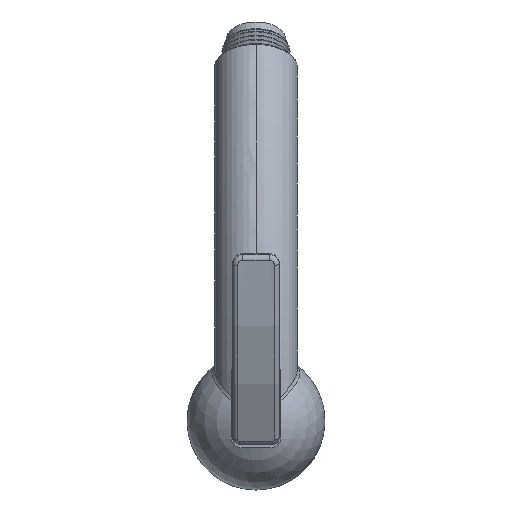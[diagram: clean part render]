
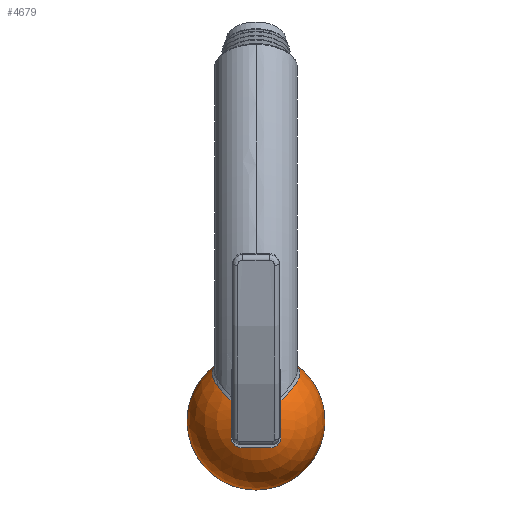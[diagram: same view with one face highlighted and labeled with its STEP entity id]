
A CAD part, left-side view. The second image highlights one B-rep face of the part: STEP entity #4679.
In plain terms, the highlighted spherical face has radius 20.75 mm.
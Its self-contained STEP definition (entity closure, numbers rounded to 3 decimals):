
#13=CARTESIAN_POINT('',(20.75,0.,0.));
#14=DIRECTION('',(-1.,0.,0.));
#15=DIRECTION('',(0.,0.55,0.835));
#16=AXIS2_PLACEMENT_3D('',#13,#14,#15);
#37=CARTESIAN_POINT('',(20.75,-11.421,17.324));
#58=CARTESIAN_POINT('',(20.75,0.,0.));
#59=DIRECTION('',(-1.,0.,0.));
#60=DIRECTION('',(0.,0.,-1.));
#61=AXIS2_PLACEMENT_3D('',#58,#59,#60);
#1221=CARTESIAN_POINT('',(20.75,-7.5,0.));
#1222=DIRECTION('',(0.,-1.,0.));
#1223=DIRECTION('',(-0.947,0.,0.322));
#1224=AXIS2_PLACEMENT_3D('',#1221,#1222,#1223);
#1226=CARTESIAN_POINT('',(2.433,-7.5,6.228));
#1227=CARTESIAN_POINT('',(2.799,-8.01,6.691));
#1228=CARTESIAN_POINT('',(3.604,-8.978,7.6));
#1229=CARTESIAN_POINT('',(5.004,-10.247,8.907));
#1230=CARTESIAN_POINT('',(6.558,-11.309,10.146));
#1231=CARTESIAN_POINT('',(8.24,-12.151,11.314));
#1232=CARTESIAN_POINT('',(10.007,-12.759,12.405));
#1233=CARTESIAN_POINT('',(11.831,-13.131,13.419));
#1234=CARTESIAN_POINT('',(13.662,-13.262,14.345));
#1235=CARTESIAN_POINT('',(15.475,-13.167,15.191));
#1236=CARTESIAN_POINT('',(17.375,-12.818,16.011));
#1237=CARTESIAN_POINT('',(19.197,-12.212,16.742));
#1238=CARTESIAN_POINT('',(20.254,-11.699,17.141));
#1239=CARTESIAN_POINT('',(20.75,-11.421,17.324));
#1241=CARTESIAN_POINT('',(20.75,11.421,17.324));
#1242=CARTESIAN_POINT('',(20.204,11.727,17.123));
#1243=CARTESIAN_POINT('',(19.078,12.259,16.696));
#1244=CARTESIAN_POINT('',(17.345,12.82,15.997));
#1245=CARTESIAN_POINT('',(15.516,13.163,15.209));
#1246=CARTESIAN_POINT('',(13.642,13.265,14.336));
#1247=CARTESIAN_POINT('',(11.757,13.122,13.38));
#1248=CARTESIAN_POINT('',(9.9,12.731,12.343));
#1249=CARTESIAN_POINT('',(8.109,12.096,11.229));
#1250=CARTESIAN_POINT('',(6.418,11.226,10.042));
#1251=CARTESIAN_POINT('',(4.866,10.137,8.788));
#1252=CARTESIAN_POINT('',(3.514,8.877,7.504));
#1253=CARTESIAN_POINT('',(2.769,7.968,6.653));
#1254=CARTESIAN_POINT('',(2.433,7.5,6.228));
#1256=CARTESIAN_POINT('',(20.75,7.5,0.));
#1257=DIRECTION('',(0.,1.,0.));
#1258=DIRECTION('',(-0.966,0.,-0.258));
#1259=AXIS2_PLACEMENT_3D('',#1256,#1257,#1258);
#1261=CARTESIAN_POINT('',(20.75,0.,-8.));
#1262=DIRECTION('',(0.,0.,-1.));
#1263=DIRECTION('',(-0.972,-0.235,0.));
#1264=AXIS2_PLACEMENT_3D('',#1261,#1262,#1263);
#1266=CARTESIAN_POINT('',(2.06,-7.5,-5.));
#1267=CARTESIAN_POINT('',(2.114,-7.5,-5.202));
#1268=CARTESIAN_POINT('',(2.212,-7.459,
-5.604));
#1269=CARTESIAN_POINT('',(2.323,-7.282,
-6.173));
#1270=CARTESIAN_POINT('',(2.395,-7.002,
-6.69));
#1271=CARTESIAN_POINT('',(2.426,-6.63,
-7.139));
#1272=CARTESIAN_POINT('',(2.417,-6.179,
-7.508));
#1273=CARTESIAN_POINT('',(2.366,-5.664,
-7.786));
#1274=CARTESIAN_POINT('',(2.275,-5.099,
-7.96));
#1275=CARTESIAN_POINT('',(2.189,-4.701,-8.));
#1276=CARTESIAN_POINT('',(2.141,-4.5,-8.));
#1291=CARTESIAN_POINT('',(2.141,4.5,-8.));
#1292=CARTESIAN_POINT('',(2.189,4.701,-8.));
#1293=CARTESIAN_POINT('',(2.275,5.099,-7.96));
#1294=CARTESIAN_POINT('',(2.366,5.664,-7.786));
#1295=CARTESIAN_POINT('',(2.417,6.18,-7.508));
#1296=CARTESIAN_POINT('',(2.426,6.63,-7.139));
#1297=CARTESIAN_POINT('',(2.395,7.002,-6.69));
#1298=CARTESIAN_POINT('',(2.323,7.282,-6.173));
#1299=CARTESIAN_POINT('',(2.212,7.459,-5.604));
#1300=CARTESIAN_POINT('',(2.114,7.5,-5.202));
#1301=CARTESIAN_POINT('',(2.06,7.5,-5.));
#2984=CARTESIAN_POINT('',(20.75,0.,-20.75));
#2985=VERTEX_POINT('',#2984);
#2987=CARTESIAN_POINT('',(2.141,-4.5,-8.));
#2989=VERTEX_POINT('',#2987);
#2991=CARTESIAN_POINT('',(2.06,-7.5,-5.));
#2993=VERTEX_POINT('',#2991);
#3011=CARTESIAN_POINT('',(2.06,7.5,-5.));
#3013=VERTEX_POINT('',#3011);
#3015=CARTESIAN_POINT('',(2.141,4.5,-8.));
#3017=VERTEX_POINT('',#3015);
#3265=VERTEX_POINT('',#1241);
#3266=VERTEX_POINT('',#1254);
#3271=VERTEX_POINT('',#37);
#3274=VERTEX_POINT('',#1226);
#4656=CARTESIAN_POINT('',(20.75,0.,0.));
#4657=DIRECTION('',(-1.,0.,0.));
#4658=DIRECTION('',(0.,0.,1.));
#4659=AXIS2_PLACEMENT_3D('',#4656,#4657,#4658);
#4660=SPHERICAL_SURFACE('',#4659,20.75);
#4662=ORIENTED_EDGE('',*,*,#4661,.F.);
#4664=ORIENTED_EDGE('',*,*,#4663,.F.);
#4666=ORIENTED_EDGE('',*,*,#4665,.T.);
#4667=ORIENTED_EDGE('',*,*,#3543,.F.);
#4668=ORIENTED_EDGE('',*,*,#3396,.F.);
#4670=ORIENTED_EDGE('',*,*,#4669,.T.);
#4672=ORIENTED_EDGE('',*,*,#4671,.F.);
#4674=ORIENTED_EDGE('',*,*,#4673,.F.);
#4676=ORIENTED_EDGE('',*,*,#4675,.F.);
#4677=EDGE_LOOP('',(#4662,#4664,#4666,#4667,#4668,#4670,#4672,#4674,#4676));
#4678=FACE_OUTER_BOUND('',#4677,.F.);
#4679=ADVANCED_FACE('',(#4678),#4660,.T.);
#17=CIRCLE('',#16,20.75);
#62=CIRCLE('',#61,20.75);
#1225=CIRCLE('',#1224,19.347);
#1240=B_SPLINE_CURVE_WITH_KNOTS('',3,(#1226,#1227,#1228,#1229,#1230,#1231,#1232,
#1233,#1234,#1235,#1236,#1237,#1238,#1239),.UNSPECIFIED.,.F.,.F.,(4,1,1,1,1,1,1,
1,1,1,1,4),(0.,0.091,0.182,0.273,
0.364,0.455,0.545,0.636,
0.727,0.818,0.909,1.),.UNSPECIFIED.);
#1255=B_SPLINE_CURVE_WITH_KNOTS('',3,(#1241,#1242,#1243,#1244,#1245,#1246,#1247,
#1248,#1249,#1250,#1251,#1252,#1253,#1254),.UNSPECIFIED.,.F.,.F.,(4,1,1,1,1,1,1,
1,1,1,1,4),(0.,0.091,0.182,0.273,
0.364,0.455,0.545,0.636,
0.727,0.818,0.909,1.),.UNSPECIFIED.);
#1260=CIRCLE('',#1259,19.347);
#1265=CIRCLE('',#1264,19.146);
#1277=B_SPLINE_CURVE_WITH_KNOTS('',3,(#1266,#1267,#1268,#1269,#1270,#1271,#1272,
#1273,#1274,#1275,#1276),.UNSPECIFIED.,.F.,.F.,(4,1,1,1,1,1,1,1,4),(0.,
0.125,0.25,0.375,0.5,0.625,0.75,0.875,1.),.UNSPECIFIED.);
#1302=B_SPLINE_CURVE_WITH_KNOTS('',3,(#1291,#1292,#1293,#1294,#1295,#1296,#1297,
#1298,#1299,#1300,#1301),.UNSPECIFIED.,.F.,.F.,(4,1,1,1,1,1,1,1,4),(0.,
0.125,0.25,0.375,0.5,0.625,0.75,0.875,1.),.UNSPECIFIED.);
#3396=EDGE_CURVE('',#3265,#2985,#17,.T.);
#3543=EDGE_CURVE('',#2985,#3271,#62,.T.);
#4661=EDGE_CURVE('',#2993,#2989,#1277,.T.);
#4663=EDGE_CURVE('',#3274,#2993,#1225,.T.);
#4665=EDGE_CURVE('',#3274,#3271,#1240,.T.);
#4669=EDGE_CURVE('',#3265,#3266,#1255,.T.);
#4671=EDGE_CURVE('',#3013,#3266,#1260,.T.);
#4673=EDGE_CURVE('',#3017,#3013,#1302,.T.);
#4675=EDGE_CURVE('',#2989,#3017,#1265,.T.);
